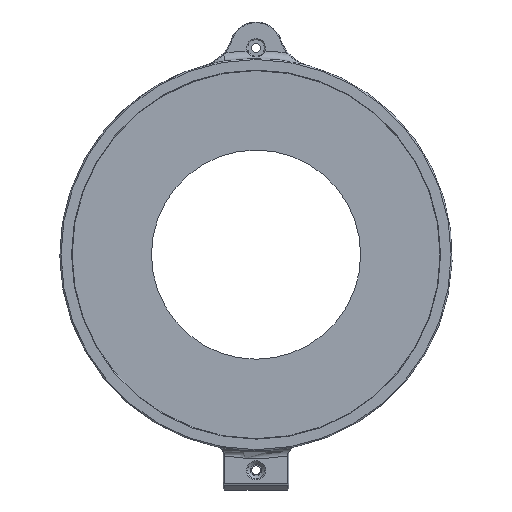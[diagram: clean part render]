
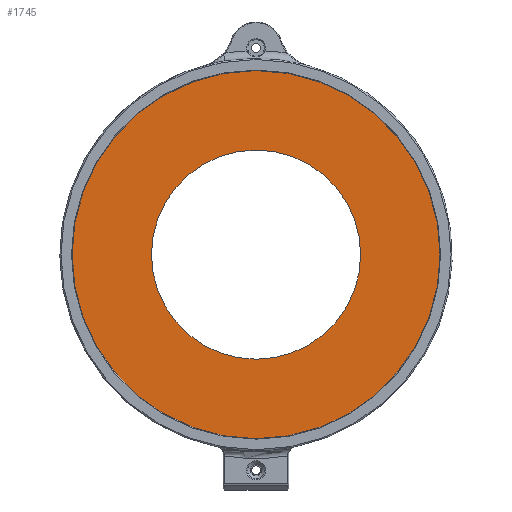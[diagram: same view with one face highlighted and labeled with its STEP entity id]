
A CAD part, top view. The second image highlights one B-rep face of the part: STEP entity #1745.
In plain terms, the highlighted planar face has unit normal (0, 0, 1).
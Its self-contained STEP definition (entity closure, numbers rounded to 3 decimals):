
#35=FACE_BOUND('',#380,.T.);
#78=PLANE('',#1914);
#136=CIRCLE('',#1849,40.);
#156=CIRCLE('',#1913,70.378);
#262=FACE_OUTER_BOUND('',#379,.T.);
#379=EDGE_LOOP('',(#1506));
#380=EDGE_LOOP('',(#1507));
#807=VERTEX_POINT('',#3126);
#863=VERTEX_POINT('',#3749);
#976=EDGE_CURVE('',#807,#807,#136,.T.);
#1081=EDGE_CURVE('',#863,#863,#156,.T.);
#1506=ORIENTED_EDGE('',*,*,#1081,.T.);
#1507=ORIENTED_EDGE('',*,*,#976,.T.);
#1745=ADVANCED_FACE('',(#262,#35),#78,.F.);
#1849=AXIS2_PLACEMENT_3D('',#3127,#2069,#2070);
#1913=AXIS2_PLACEMENT_3D('',#3750,#2262,#2263);
#1914=AXIS2_PLACEMENT_3D('',#3752,#2265,#2266);
#2069=DIRECTION('center_axis',(0.,0.,-1.));
#2070=DIRECTION('ref_axis',(-1.,0.,0.));
#2262=DIRECTION('center_axis',(0.,0.,1.));
#2263=DIRECTION('ref_axis',(1.,0.,0.));
#2265=DIRECTION('center_axis',(0.,0.,-1.));
#2266=DIRECTION('ref_axis',(1.,0.,0.));
#3126=CARTESIAN_POINT('',(40.,0.,-54.951));
#3127=CARTESIAN_POINT('Origin',(0.,0.,-54.951));
#3749=CARTESIAN_POINT('',(-70.378,0.,-54.951));
#3750=CARTESIAN_POINT('Origin',(0.,0.,
-54.951));
#3752=CARTESIAN_POINT('Origin',(0.,0.,
-54.951));
